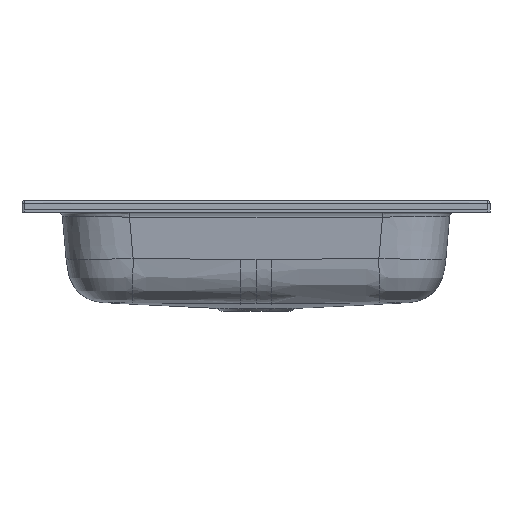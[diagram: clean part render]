
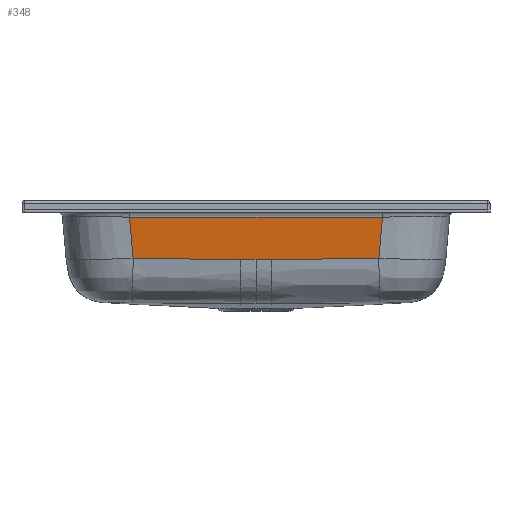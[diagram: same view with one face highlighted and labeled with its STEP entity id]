
A CAD part, front view. The second image highlights one B-rep face of the part: STEP entity #348.
In plain terms, the highlighted planar face has unit normal (0, -0.996, -0.087).
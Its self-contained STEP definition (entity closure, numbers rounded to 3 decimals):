
#116=PLANE('',#1999);
#236=LINE('',#23895,#294);
#294=VECTOR('',#2156,1.);
#348=ADVANCED_FACE('',(#505),#116,.T.);
#505=FACE_OUTER_BOUND('',#626,.T.);
#626=EDGE_LOOP('',(#1018,#1019,#1020,#1021,#1022,#1023,#1024));
#784=B_SPLINE_CURVE_WITH_KNOTS('',3,(#13166,#13167,#13168,#13169,#13170,
#13171,#13172,#13173,#13174,#13175,#13176,#13177,#13178,#13179,#13180,#13181,
#13182,#13183,#13184,#13185,#13186,#13187,#13188),.UNSPECIFIED.,.F.,.F.,
(4,1,1,1,1,1,1,2,2,1,1,1,1,1,2,2,4),(0.,0.125,0.188,
0.219,0.234,0.242,0.246,
0.248,0.25,0.375,0.438,
0.469,0.484,0.492,0.496,
0.5,1.),.UNSPECIFIED.);
#793=B_SPLINE_CURVE_WITH_KNOTS('',3,(#16566,#16567,#16568,#16569,#16570,
#16571,#16572,#16573,#16574,#16575,#16576,#16577,#16578),.UNSPECIFIED.,.F.,
 .F.,(4,1,1,1,1,1,2,2,4),(0.,0.25,0.375,0.437,
0.469,0.484,0.492,0.5,
1.),.UNSPECIFIED.);
#802=B_SPLINE_CURVE_WITH_KNOTS('',3,(#22332,#22333,#22334,#22335),.UNSPECIFIED.,
 .F.,.F.,(4,4),(0.,1.),.UNSPECIFIED.);
#812=B_SPLINE_CURVE_WITH_KNOTS('',3,(#23890,#23891,#23892,#23893),.UNSPECIFIED.,
 .F.,.F.,(4,4),(0.,1.),.UNSPECIFIED.);
#813=B_SPLINE_CURVE_WITH_KNOTS('',3,(#23896,#23897,#23898,#23899,#23900,
#23901,#23902,#23903,#23904,#23905,#23906,#23907,#23908),.UNSPECIFIED.,.F.,
 .F.,(4,1,1,1,1,1,2,2,4),(0.,0.25,0.375,0.437,
0.469,0.484,0.492,0.5,
1.),.UNSPECIFIED.);
#814=B_SPLINE_CURVE_WITH_KNOTS('',3,(#23909,#23910,#23911,#23912,#23913,
#23914,#23915,#23916,#23917,#23918,#23919,#23920,#23921,#23922,#23923,#23924,
#23925,#23926,#23927,#23928,#23929,#23930,#23931,#23932),.UNSPECIFIED.,.F.,
 .F.,(4,1,1,1,1,1,1,2,2,1,1,1,1,1,1,2,2,4),(0.,0.25,0.375,
0.438,0.469,0.484,0.492,
0.496,0.5,0.625,0.688,
0.719,0.734,0.742,0.746,
0.748,0.75,1.),.UNSPECIFIED.);
#1018=ORIENTED_EDGE('',*,*,#1755,.T.);
#1019=ORIENTED_EDGE('',*,*,#1756,.T.);
#1020=ORIENTED_EDGE('',*,*,#1744,.T.);
#1021=ORIENTED_EDGE('',*,*,#1726,.T.);
#1022=ORIENTED_EDGE('',*,*,#1757,.T.);
#1023=ORIENTED_EDGE('',*,*,#1735,.T.);
#1024=ORIENTED_EDGE('',*,*,#1758,.T.);
#1539=VERTEX_POINT('',#13165);
#1540=VERTEX_POINT('',#13189);
#1544=VERTEX_POINT('',#13934);
#1545=VERTEX_POINT('',#16565);
#1546=VERTEX_POINT('',#16579);
#1551=VERTEX_POINT('',#22336);
#1556=VERTEX_POINT('',#23894);
#1726=EDGE_CURVE('',#1540,#1539,#784,.T.);
#1735=EDGE_CURVE('',#1546,#1545,#793,.T.);
#1744=EDGE_CURVE('',#1551,#1540,#802,.T.);
#1755=EDGE_CURVE('',#1544,#1556,#812,.T.);
#1756=EDGE_CURVE('',#1556,#1551,#236,.T.);
#1757=EDGE_CURVE('',#1539,#1546,#813,.T.);
#1758=EDGE_CURVE('',#1545,#1544,#814,.T.);
#1999=AXIS2_PLACEMENT_3D('',#23933,#2157,#2158);
#2156=DIRECTION('',(-1.,0.,0.));
#2157=DIRECTION('',(0.,-0.996,-0.087));
#2158=DIRECTION('',(0.,0.087,-0.996));
#13165=CARTESIAN_POINT('',(-20.109,-180.414,-75.801));
#13166=CARTESIAN_POINT('',(-158.824,-180.493,-74.905));
#13167=CARTESIAN_POINT('',(-154.865,-180.488,-74.957));
#13168=CARTESIAN_POINT('',(-147.561,-180.481,-75.039));
#13169=CARTESIAN_POINT('',(-136.65,-180.471,-75.145));
#13170=CARTESIAN_POINT('',(-130.597,-180.467,-75.2));
#13171=CARTESIAN_POINT('',(-127.422,-180.464,-75.229));
#13172=CARTESIAN_POINT('',(-125.796,-180.463,-75.243));
#13173=CARTESIAN_POINT('',(-124.975,-180.462,-75.25));
#13174=CARTESIAN_POINT('',(-124.62,-180.462,-75.253));
#13175=CARTESIAN_POINT('',(-124.384,-180.462,-75.255));
#13176=CARTESIAN_POINT('',(-124.233,-180.462,-75.256));
#13177=CARTESIAN_POINT('',(-118.607,-180.457,-75.305));
#13178=CARTESIAN_POINT('',(-110.117,-180.451,-75.375));
#13179=CARTESIAN_POINT('',(-99.898,-180.444,-75.454));
#13180=CARTESIAN_POINT('',(-94.709,-180.441,-75.493));
#13181=CARTESIAN_POINT('',(-92.095,-180.439,-75.512));
#13182=CARTESIAN_POINT('',(-90.783,-180.439,-75.521));
#13183=CARTESIAN_POINT('',(-90.22,-180.438,-75.525));
#13184=CARTESIAN_POINT('',(-89.844,-180.438,-75.528));
#13185=CARTESIAN_POINT('',(-89.702,-180.438,-75.529));
#13186=CARTESIAN_POINT('',(-59.438,-180.419,-75.747));
#13187=CARTESIAN_POINT('',(-36.318,-180.411,-75.837));
#13188=CARTESIAN_POINT('',(-20.109,-180.414,-75.801));
#13189=CARTESIAN_POINT('',(-158.824,-180.493,-74.905));
#13934=CARTESIAN_POINT('',(158.824,-180.493,-74.905));
#16565=CARTESIAN_POINT('',(20.109,-180.414,-75.801));
#16566=CARTESIAN_POINT('',(0.,-180.419,-75.75));
#16567=CARTESIAN_POINT('',(1.486,-180.419,-75.75));
#16568=CARTESIAN_POINT('',(3.857,-180.418,-75.752));
#16569=CARTESIAN_POINT('',(6.873,-180.418,-75.759));
#16570=CARTESIAN_POINT('',(8.443,-180.417,-75.763));
#16571=CARTESIAN_POINT('',(9.243,-180.417,-75.766));
#16572=CARTESIAN_POINT('',(9.648,-180.417,-75.767));
#16573=CARTESIAN_POINT('',(9.822,-180.417,-75.767));
#16574=CARTESIAN_POINT('',(9.938,-180.417,-75.768));
#16575=CARTESIAN_POINT('',(9.955,-180.417,-75.768));
#16576=CARTESIAN_POINT('',(16.391,-180.415,-75.789));
#16577=CARTESIAN_POINT('',(19.743,-180.414,-75.8));
#16578=CARTESIAN_POINT('',(20.109,-180.414,-75.801));
#16579=CARTESIAN_POINT('',(0.,-180.419,-75.75));
#22332=CARTESIAN_POINT('',(-163.528,-185.197,-21.128));
#22333=CARTESIAN_POINT('',(-161.96,-183.629,-39.054));
#22334=CARTESIAN_POINT('',(-160.392,-182.061,-56.979));
#22335=CARTESIAN_POINT('',(-158.824,-180.493,-74.905));
#22336=CARTESIAN_POINT('',(-163.528,-185.197,-21.128));
#23890=CARTESIAN_POINT('',(158.824,-180.493,-74.905));
#23891=CARTESIAN_POINT('',(160.392,-182.061,-56.979));
#23892=CARTESIAN_POINT('',(161.96,-183.629,-39.054));
#23893=CARTESIAN_POINT('',(163.528,-185.197,-21.128));
#23894=CARTESIAN_POINT('',(163.528,-185.197,-21.128));
#23895=CARTESIAN_POINT('',(-164.327,-185.197,-21.128));
#23896=CARTESIAN_POINT('',(-20.109,-180.414,-75.801));
#23897=CARTESIAN_POINT('',(-19.922,-180.414,-75.8));
#23898=CARTESIAN_POINT('',(-18.526,-180.415,-75.796));
#23899=CARTESIAN_POINT('',(-14.942,-180.416,-75.784));
#23900=CARTESIAN_POINT('',(-12.661,-180.416,-75.777));
#23901=CARTESIAN_POINT('',(-11.398,-180.417,-75.773));
#23902=CARTESIAN_POINT('',(-10.737,-180.417,-75.77));
#23903=CARTESIAN_POINT('',(-10.446,-180.417,-75.769));
#23904=CARTESIAN_POINT('',(-10.251,-180.417,-75.769));
#23905=CARTESIAN_POINT('',(-10.113,-180.417,-75.768));
#23906=CARTESIAN_POINT('',(-6.323,-180.418,-75.756));
#23907=CARTESIAN_POINT('',(-2.971,-180.419,-75.75));
#23908=CARTESIAN_POINT('',(0.,-180.419,-75.75));
#23909=CARTESIAN_POINT('',(20.109,-180.414,-75.801));
#23910=CARTESIAN_POINT('',(28.213,-180.413,-75.819));
#23911=CARTESIAN_POINT('',(42.961,-180.414,-75.799));
#23912=CARTESIAN_POINT('',(64.702,-180.424,-75.692));
#23913=CARTESIAN_POINT('',(76.706,-180.43,-75.618));
#23914=CARTESIAN_POINT('',(82.992,-180.434,-75.576));
#23915=CARTESIAN_POINT('',(86.206,-180.436,-75.554));
#23916=CARTESIAN_POINT('',(87.83,-180.437,-75.543));
#23917=CARTESIAN_POINT('',(88.53,-180.437,-75.538));
#23918=CARTESIAN_POINT('',(88.998,-180.437,-75.534));
#23919=CARTESIAN_POINT('',(89.278,-180.438,-75.532));
#23920=CARTESIAN_POINT('',(95.486,-180.442,-75.488));
#23921=CARTESIAN_POINT('',(104.335,-180.447,-75.421));
#23922=CARTESIAN_POINT('',(114.345,-180.454,-75.34));
#23923=CARTESIAN_POINT('',(119.271,-180.458,-75.299));
#23924=CARTESIAN_POINT('',(121.715,-180.46,-75.278));
#23925=CARTESIAN_POINT('',(122.932,-180.461,-75.268));
#23926=CARTESIAN_POINT('',(123.539,-180.461,-75.262));
#23927=CARTESIAN_POINT('',(123.799,-180.461,-75.26));
#23928=CARTESIAN_POINT('',(123.972,-180.462,-75.259));
#23929=CARTESIAN_POINT('',(124.027,-180.462,-75.258));
#23930=CARTESIAN_POINT('',(139.346,-180.473,-75.126));
#23931=CARTESIAN_POINT('',(150.905,-180.483,-75.008));
#23932=CARTESIAN_POINT('',(158.824,-180.493,-74.905));
#23933=CARTESIAN_POINT('',(240.,-186.954,-1.046));
